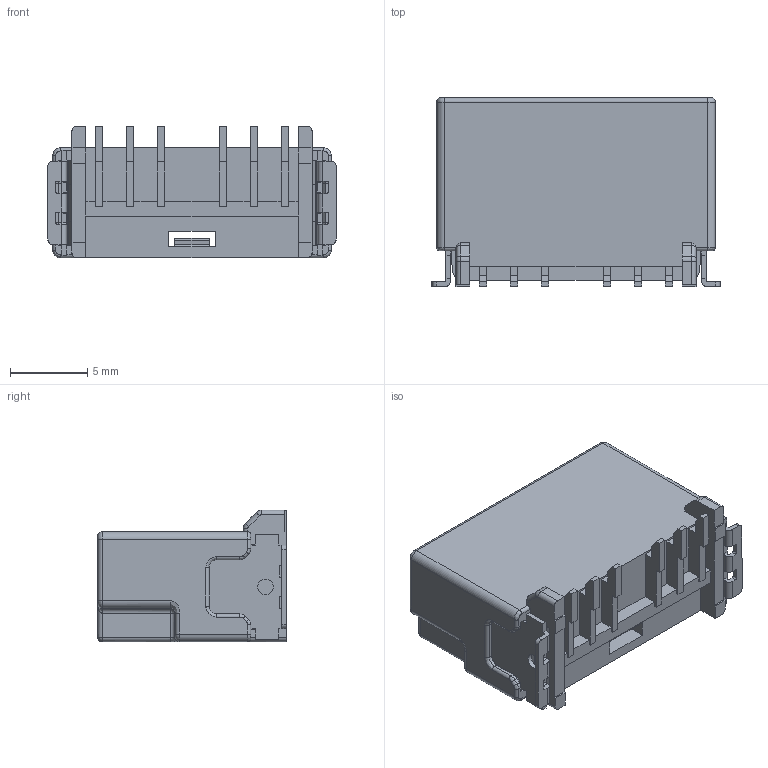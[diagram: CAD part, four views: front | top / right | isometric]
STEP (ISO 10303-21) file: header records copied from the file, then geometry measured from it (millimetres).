
FILE_DESCRIPTION (( 'STEP AP214' ), '1' );
FILE_NAME ('C_020_D_C_SMT_6M_V_ASSY_BK_CL_(B)_Rev.1.STEP', '2021-11-23T05:30:14', ( 'jkhwang' ), ( '' ), 'SwSTEP 2.0', 'SolidWorks 2020', '' );
FILE_SCHEMA (( 'AUTOMOTIVE_DESIGN' ));
Length unit declared in the file: millimetre
Products named in the file (1): C_020_D_C_SMT_6M_V_ASSY_BK_CL_(B)_Rev.1
Bounding box: 18.6 x 12.2 x 8.5 mm (x, y, z)
Volume: 662.4 mm3; surface area: 1650.4 mm2
Topology: 1 solids, 1 shells, 864 faces, 2293 edges, 1390 vertices
Faces by surface type: plane 437, cylinder 285, bspline 90, cone 42, torus 10
Full cylindrical faces by diameter (mm): 1 x2
Entity records: 28819 total; most frequent: CARTESIAN_POINT 8968, ORIENTED_EDGE 4486, DIRECTION 3619, EDGE_CURVE 2243, LINE 1397, VECTOR 1397, VERTEX_POINT 1390, AXIS2_PLACEMENT_3D 1111
